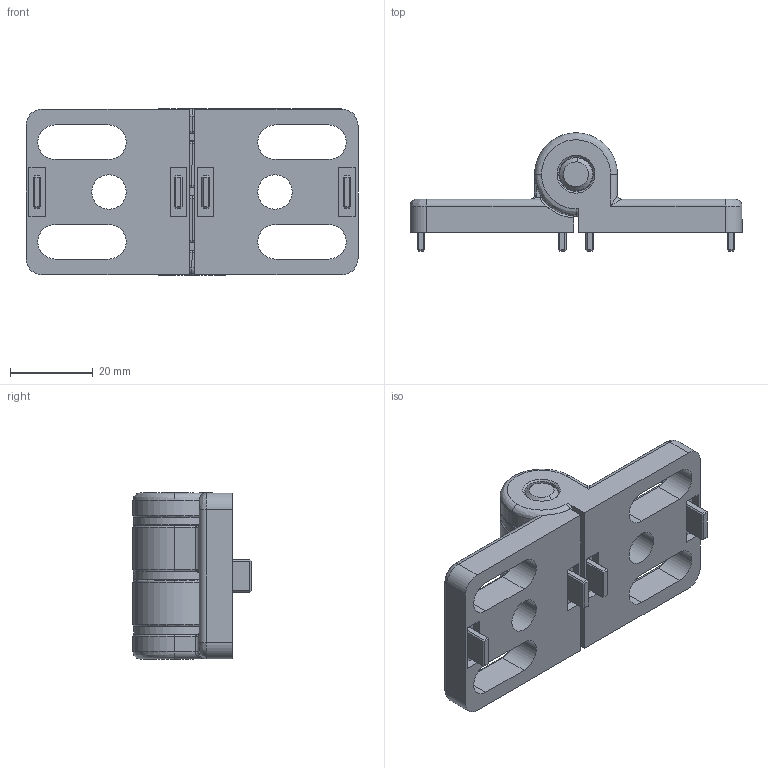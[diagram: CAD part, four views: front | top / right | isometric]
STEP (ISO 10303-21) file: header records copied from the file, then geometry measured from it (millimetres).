
FILE_DESCRIPTION (( 'STEP AP214' ), '1' );
FILE_NAME ('7228740', '2019-01-30T09:00:27', ( '' ), ('JUGARD+KÜNSTNER GmbH'), 'SwSTEP 2.0', 'SolidWorks 2017', '' );
FILE_SCHEMA (( 'AUTOMOTIVE_DESIGN' ));
Length unit declared in the file: millimetre
Products named in the file (4): 7228740; Part4; Part6; Part2
Assembly tree (6 placements, depth 2):
  7228740
    Part4  x2
    Part6  x3
    Part2
Bounding box: 80 x 28.5 x 40 mm (x, y, z)
Volume: 29315.8 mm3; surface area: 16884.3 mm2
Topology: 6 solids, 6 shells, 292 faces, 682 edges, 402 vertices
Faces by surface type: plane 130, cylinder 96, bspline 58, cone 8
Entity records: 6805 total; most frequent: CARTESIAN_POINT 1632, ORIENTED_EDGE 700, DIRECTION 689, EDGE_CURVE 350, AXIS2_PLACEMENT_3D 246, VERTEX_POINT 207, VECTOR 197, LINE 197
